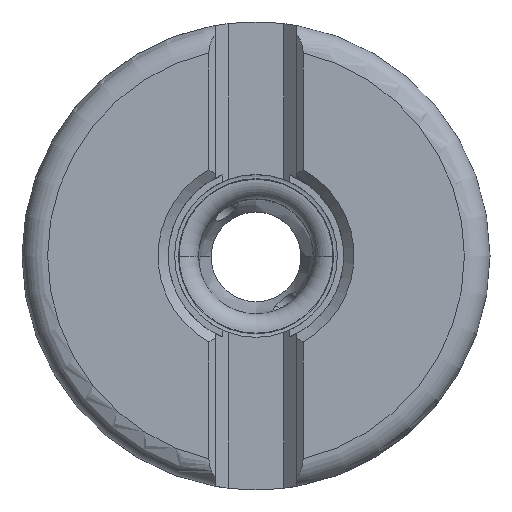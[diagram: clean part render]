
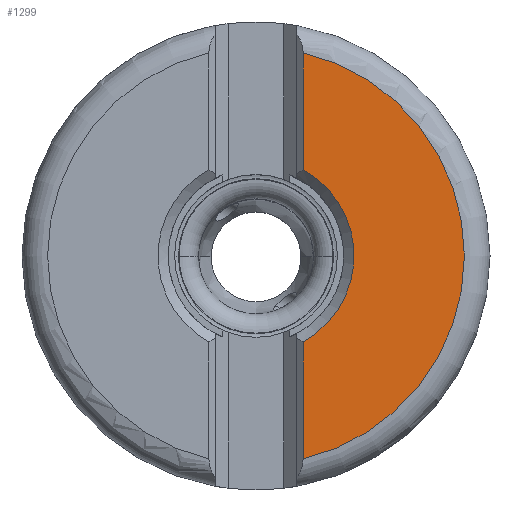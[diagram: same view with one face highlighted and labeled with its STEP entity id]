
A CAD part, top view. The second image highlights one B-rep face of the part: STEP entity #1299.
In plain terms, the highlighted planar face has unit normal (0, 0, 1).
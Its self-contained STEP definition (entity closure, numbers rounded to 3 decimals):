
#695=PLANE('',#20141);
#1299=ADVANCED_FACE('',(#2805),#695,.T.);
#2805=FACE_OUTER_BOUND('',#3877,.T.);
#3877=EDGE_LOOP('',(#11043,#11044,#11045,#11046,#11047));
#4745=CIRCLE('',#20136,16.257);
#4746=CIRCLE('',#20137,16.257);
#4747=CIRCLE('',#20140,7.65);
#5839=LINE('',#37402,#6807);
#5840=LINE('',#37406,#6808);
#6807=VECTOR('',#24036,1.);
#6808=VECTOR('',#24041,1.);
#11043=ORIENTED_EDGE('',*,*,#17225,.F.);
#11044=ORIENTED_EDGE('',*,*,#17226,.F.);
#11045=ORIENTED_EDGE('',*,*,#17220,.F.);
#11046=ORIENTED_EDGE('',*,*,#17219,.F.);
#11047=ORIENTED_EDGE('',*,*,#17224,.F.);
#14829=VERTEX_POINT('',#37370);
#14830=VERTEX_POINT('',#37371);
#14831=VERTEX_POINT('',#37373);
#14832=VERTEX_POINT('',#37401);
#14833=VERTEX_POINT('',#37405);
#17219=EDGE_CURVE('',#14829,#14830,#4745,.T.);
#17220=EDGE_CURVE('',#14830,#14831,#4746,.T.);
#17224=EDGE_CURVE('',#14832,#14829,#5839,.T.);
#17225=EDGE_CURVE('',#14833,#14832,#4747,.T.);
#17226=EDGE_CURVE('',#14831,#14833,#5840,.T.);
#20136=AXIS2_PLACEMENT_3D('',#37369,#24030,#24031);
#20137=AXIS2_PLACEMENT_3D('',#37372,#24032,#24033);
#20140=AXIS2_PLACEMENT_3D('',#37404,#24039,#24040);
#20141=AXIS2_PLACEMENT_3D('',#37407,#24042,#24043);
#24030=DIRECTION('',(0.,0.,-1.));
#24031=DIRECTION('',(0.226,0.974,0.));
#24032=DIRECTION('',(0.,0.,-1.));
#24033=DIRECTION('',(1.,-0.001,0.));
#24036=DIRECTION('',(0.,1.,0.));
#24039=DIRECTION('',(0.,0.,1.));
#24040=DIRECTION('',(0.48,-0.877,0.));
#24041=DIRECTION('',(0.,1.,0.));
#24042=DIRECTION('',(0.,0.,1.));
#24043=DIRECTION('',(-1.,0.,0.));
#37369=CARTESIAN_POINT('',(0.,0.,0.));
#37370=CARTESIAN_POINT('',(3.675,15.836,0.));
#37371=CARTESIAN_POINT('',(16.256,-0.019,0.));
#37372=CARTESIAN_POINT('',(0.,0.,0.));
#37373=CARTESIAN_POINT('',(3.675,-15.836,0.));
#37401=CARTESIAN_POINT('',(3.675,6.709,0.));
#37402=CARTESIAN_POINT('',(3.675,6.709,0.));
#37404=CARTESIAN_POINT('',(0.,0.,0.));
#37405=CARTESIAN_POINT('',(3.675,-6.709,0.));
#37406=CARTESIAN_POINT('',(3.675,-15.836,0.));
#37407=CARTESIAN_POINT('',(9.966,0.,0.));
